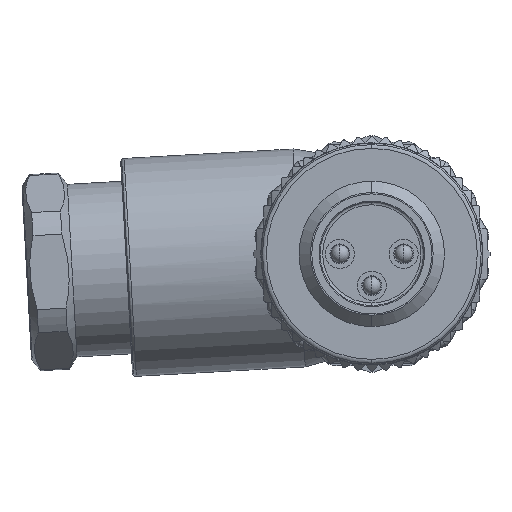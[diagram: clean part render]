
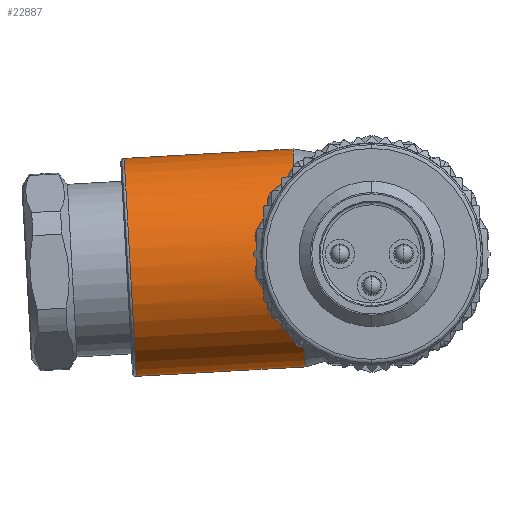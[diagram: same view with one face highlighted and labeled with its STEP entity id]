
A CAD part, left-side view. The second image highlights one B-rep face of the part: STEP entity #22887.
In plain terms, the highlighted cylindrical face has radius 6 mm (diameter 12 mm), a partial arc.
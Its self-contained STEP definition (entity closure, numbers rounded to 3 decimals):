
#8619=CARTESIAN_POINT('',(16.05,4.836,1.269));
#8620=CARTESIAN_POINT('',(16.014,4.872,1.132));
#8621=CARTESIAN_POINT('',(15.947,4.919,0.836));
#8622=CARTESIAN_POINT('',(15.87,4.907,0.317));
#8623=CARTESIAN_POINT('',(15.85,4.841,-0.067));
#8624=CARTESIAN_POINT('',(15.85,4.793,-0.267));
#8661=CARTESIAN_POINT('',(21.85,13.279,-0.741));
#8662=DIRECTION('',(0.,0.998,-0.056));
#8663=DIRECTION('',(0.,-0.056,-0.998));
#8664=AXIS2_PLACEMENT_3D('',#8661,#8662,#8663);
#8693=DIRECTION('',(0.,0.998,-0.056));
#8694=VECTOR('',#8693,9.3);
#8695=CARTESIAN_POINT('',(21.85,3.66,-6.214));
#8696=LINE('',#8695,#8694);
#8700=DIRECTION('',(0.,0.998,-0.056));
#8701=VECTOR('',#8700,9.3);
#8702=CARTESIAN_POINT('',(21.85,4.328,5.768));
#8703=LINE('',#8702,#8701);
#8707=CARTESIAN_POINT('',(21.85,3.994,-0.223));
#8708=DIRECTION('',(0.,-0.998,0.056));
#8709=DIRECTION('',(-0.866,-0.028,-0.499));
#8710=AXIS2_PLACEMENT_3D('',#8707,#8708,#8709);
#8723=CARTESIAN_POINT('',(16.654,4.161,2.773));
#8724=CARTESIAN_POINT('',(16.564,4.268,2.611));
#8725=CARTESIAN_POINT('',(16.399,4.46,2.282));
#8726=CARTESIAN_POINT('',(16.198,4.683,1.781));
#8727=CARTESIAN_POINT('',(16.094,4.792,1.439));
#8728=CARTESIAN_POINT('',(16.05,4.836,1.269));
#8821=CARTESIAN_POINT('',(16.05,4.665,-1.799));
#8822=CARTESIAN_POINT('',(16.094,4.602,-1.963));
#8823=CARTESIAN_POINT('',(16.198,4.456,-2.29));
#8824=CARTESIAN_POINT('',(16.399,4.179,-2.764));
#8825=CARTESIAN_POINT('',(16.564,3.951,-3.07));
#8826=CARTESIAN_POINT('',(16.654,3.827,-3.218));
#8847=CARTESIAN_POINT('',(15.85,4.793,-0.267));
#8848=CARTESIAN_POINT('',(15.85,4.818,-0.472));
#8849=CARTESIAN_POINT('',(15.87,4.841,
-0.861));
#8850=CARTESIAN_POINT('',(15.947,4.795,-1.378));
#8851=CARTESIAN_POINT('',(16.014,4.716,-1.667));
#8852=CARTESIAN_POINT('',(16.05,4.665,-1.799));
#8889=CARTESIAN_POINT('',(21.85,3.994,-0.223));
#8890=DIRECTION('',(0.,-0.998,0.056));
#8891=DIRECTION('',(0.,0.056,0.998));
#8892=AXIS2_PLACEMENT_3D('',#8889,#8890,#8891);
#13101=CARTESIAN_POINT('',(16.05,4.665,-1.799));
#13102=VERTEX_POINT('',#13101);
#13103=CARTESIAN_POINT('',(15.85,4.793,-0.267));
#13104=VERTEX_POINT('',#13103);
#13105=CARTESIAN_POINT('',(16.05,4.836,1.269));
#13106=VERTEX_POINT('',#13105);
#13139=CARTESIAN_POINT('',(21.85,4.328,5.768));
#13140=CARTESIAN_POINT('',(21.85,13.614,5.25));
#13141=VERTEX_POINT('',#13139);
#13142=VERTEX_POINT('',#13140);
#13143=CARTESIAN_POINT('',(21.85,3.66,-6.214));
#13144=CARTESIAN_POINT('',(21.85,12.945,-6.732));
#13145=VERTEX_POINT('',#13143);
#13146=VERTEX_POINT('',#13144);
#13147=CARTESIAN_POINT('',(16.654,4.161,2.773));
#13148=VERTEX_POINT('',#13147);
#13149=VERTEX_POINT('',#8826);
#22863=CARTESIAN_POINT('',(21.85,-1.073,0.06));
#22864=DIRECTION('',(0.,0.998,-0.056));
#22865=DIRECTION('',(0.,-0.056,-0.998));
#22866=AXIS2_PLACEMENT_3D('',#22863,#22864,#22865);
#22867=CYLINDRICAL_SURFACE('',#22866,6.);
#22869=ORIENTED_EDGE('',*,*,#22868,.T.);
#22871=ORIENTED_EDGE('',*,*,#22870,.F.);
#22873=ORIENTED_EDGE('',*,*,#22872,.T.);
#22875=ORIENTED_EDGE('',*,*,#22874,.T.);
#22876=ORIENTED_EDGE('',*,*,#22851,.T.);
#22878=ORIENTED_EDGE('',*,*,#22877,.T.);
#22880=ORIENTED_EDGE('',*,*,#22879,.T.);
#22882=ORIENTED_EDGE('',*,*,#22881,.T.);
#22884=ORIENTED_EDGE('',*,*,#22883,.T.);
#22885=EDGE_LOOP('',(#22869,#22871,#22873,#22875,#22876,#22878,#22880,#22882,
#22884));
#22886=FACE_OUTER_BOUND('',#22885,.F.);
#22887=ADVANCED_FACE('',(#22886),#22867,.T.);
#8625=B_SPLINE_CURVE_WITH_KNOTS('',3,(#8619,#8620,#8621,#8622,#8623,#8624),
.UNSPECIFIED.,.F.,.F.,(4,1,1,4),(0.,0.333,0.667,1.),
.UNSPECIFIED.);
#8665=CIRCLE('',#8664,6.);
#8711=CIRCLE('',#8710,6.);
#8729=B_SPLINE_CURVE_WITH_KNOTS('',3,(#8723,#8724,#8725,#8726,#8727,#8728),
.UNSPECIFIED.,.F.,.F.,(4,1,1,4),(0.,0.333,0.667,1.),
.UNSPECIFIED.);
#8827=B_SPLINE_CURVE_WITH_KNOTS('',3,(#8821,#8822,#8823,#8824,#8825,#8826),
.UNSPECIFIED.,.F.,.F.,(4,1,1,4),(0.,0.333,0.667,1.),
.UNSPECIFIED.);
#8853=B_SPLINE_CURVE_WITH_KNOTS('',3,(#8847,#8848,#8849,#8850,#8851,#8852),
.UNSPECIFIED.,.F.,.F.,(4,1,1,4),(0.,0.333,0.667,1.),
.UNSPECIFIED.);
#8893=CIRCLE('',#8892,6.);
#22851=EDGE_CURVE('',#13106,#13104,#8625,.T.);
#22868=EDGE_CURVE('',#13146,#13142,#8665,.T.);
#22870=EDGE_CURVE('',#13141,#13142,#8703,.T.);
#22872=EDGE_CURVE('',#13141,#13148,#8893,.T.);
#22874=EDGE_CURVE('',#13148,#13106,#8729,.T.);
#22877=EDGE_CURVE('',#13104,#13102,#8853,.T.);
#22879=EDGE_CURVE('',#13102,#13149,#8827,.T.);
#22881=EDGE_CURVE('',#13149,#13145,#8711,.T.);
#22883=EDGE_CURVE('',#13145,#13146,#8696,.T.);
